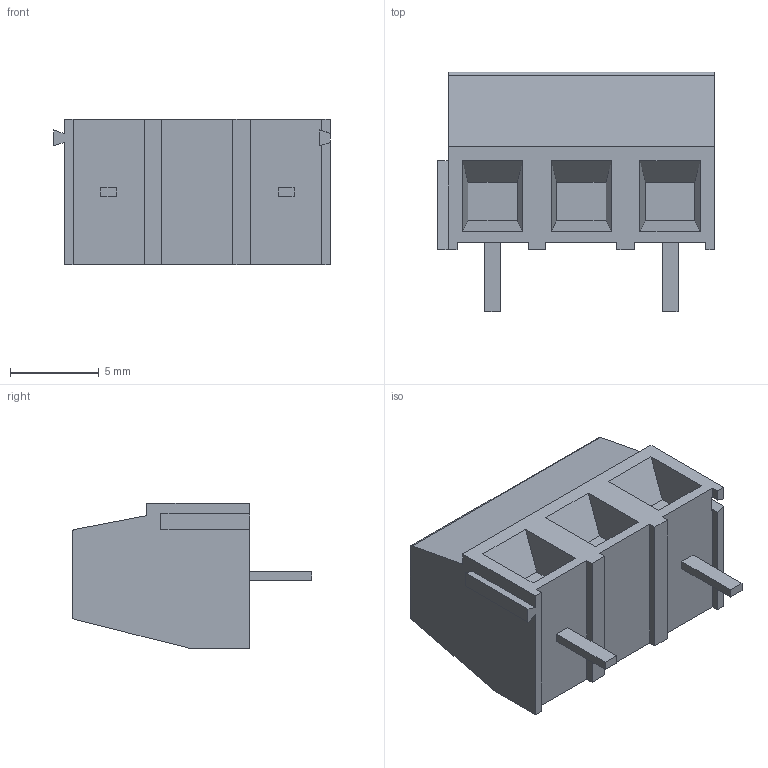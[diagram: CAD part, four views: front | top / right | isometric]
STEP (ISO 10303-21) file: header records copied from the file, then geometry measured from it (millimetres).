
FILE_DESCRIPTION((''),'2;1');
FILE_NAME('C-282838-2','2018-11-23T06:07:44',('workeradm'),('TE Connectivity Ltd.'),'CREO PARAMETRIC BY PTC INC, 2018190','CREO PARAMETRIC BY PTC INC, 2018190','');
FILE_SCHEMA(('AUTOMOTIVE_DESIGN { 1 0 10303 214 1 1 1 1 }'));
Length unit declared in the file: millimetre
Products named in the file (1): C-282838-2
Bounding box: 15.6 x 13.5 x 8.2 mm (x, y, z)
Volume: 943.2 mm3; surface area: 813.3 mm2
Topology: 1 solids, 1 shells, 99 faces, 231 edges, 154 vertices
Faces by surface type: plane 79, torus 12, cylinder 8
Entity records: 3061 total; most frequent: CARTESIAN_POINT 714, DIRECTION 465, ORIENTED_EDGE 462, EDGE_CURVE 231, VECTOR 171, LINE 171, VERTEX_POINT 154, AXIS2_PLACEMENT_3D 147
